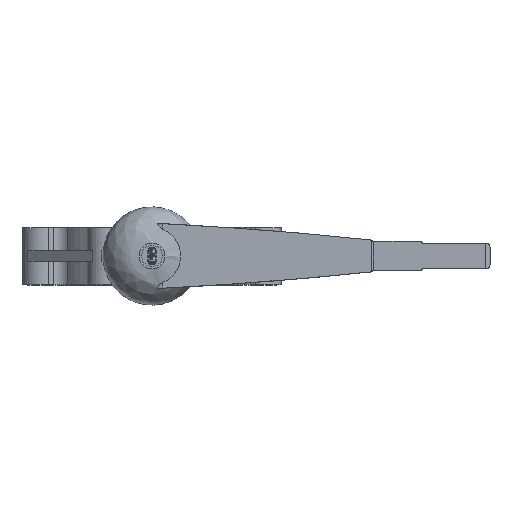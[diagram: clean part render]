
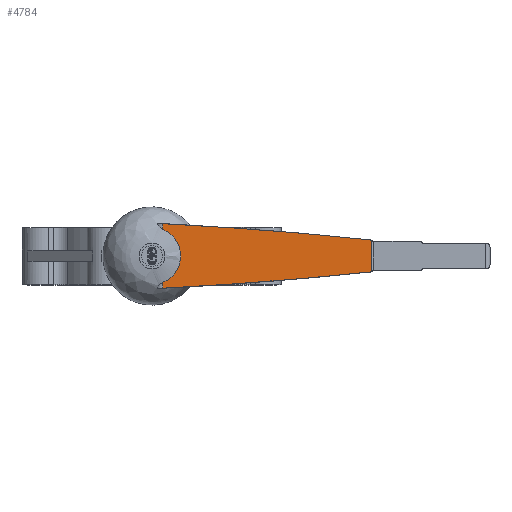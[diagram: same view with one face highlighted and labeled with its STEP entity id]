
A CAD part, top view. The second image highlights one B-rep face of the part: STEP entity #4784.
In plain terms, the highlighted planar face has unit normal (0, 0, 1).
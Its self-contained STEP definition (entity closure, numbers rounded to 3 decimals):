
#57=PLANE($,#5071);
#240=LINE($,#7265,#660);
#241=LINE($,#7271,#661);
#242=LINE($,#7273,#662);
#660=VECTOR($,#5643,7.16);
#661=VECTOR($,#5648,39.141);
#662=VECTOR($,#5651,7.16);
#1204=FACE_OUTER_BOUND($,#1465,.T.);
#1465=EDGE_LOOP($,(#3332,#3333,#3334,#3335,#3336,#3337,#3338,#3339,#3340));
#1802=CIRCLE($,#5059,35.615);
#1805=CIRCLE($,#5062,35.615);
#1808=CIRCLE($,#5069,4865.165);
#1810=CIRCLE($,#5072,4865.165);
#1811=CIRCLE($,#5073,5.);
#1812=CIRCLE($,#5074,5.);
#2079=VERTEX_POINT($,#7182);
#2080=VERTEX_POINT($,#7196);
#2083=VERTEX_POINT($,#7205);
#2088=VERTEX_POINT($,#7242);
#2089=VERTEX_POINT($,#7251);
#2092=VERTEX_POINT($,#7264);
#2093=VERTEX_POINT($,#7266);
#2094=VERTEX_POINT($,#7268);
#2095=VERTEX_POINT($,#7270);
#2573=EDGE_CURVE($,#2080,#2079,#1802,.T.);
#2577=EDGE_CURVE($,#2083,#2080,#1805,.T.);
#2585=EDGE_CURVE($,#2089,#2088,#1808,.T.);
#2589=EDGE_CURVE($,#2092,#2079,#240,.T.);
#2590=EDGE_CURVE($,#2092,#2093,#1810,.T.);
#2591=EDGE_CURVE($,#2093,#2094,#1811,.T.);
#2592=EDGE_CURVE($,#2095,#2094,#241,.T.);
#2593=EDGE_CURVE($,#2095,#2089,#1812,.T.);
#2594=EDGE_CURVE($,#2083,#2088,#242,.T.);
#3332=ORIENTED_EDGE($,*,*,#2577,.T.);
#3333=ORIENTED_EDGE($,*,*,#2573,.T.);
#3334=ORIENTED_EDGE($,*,*,#2589,.F.);
#3335=ORIENTED_EDGE($,*,*,#2590,.T.);
#3336=ORIENTED_EDGE($,*,*,#2591,.T.);
#3337=ORIENTED_EDGE($,*,*,#2592,.F.);
#3338=ORIENTED_EDGE($,*,*,#2593,.T.);
#3339=ORIENTED_EDGE($,*,*,#2585,.T.);
#3340=ORIENTED_EDGE($,*,*,#2594,.F.);
#4784=ADVANCED_FACE($,(#1204),#57,.T.);
#5059=AXIS2_PLACEMENT_3D($,#7197,#5614,#5615);
#5062=AXIS2_PLACEMENT_3D($,#7206,#5620,#5621);
#5069=AXIS2_PLACEMENT_3D($,#7252,#5636,#5637);
#5071=AXIS2_PLACEMENT_3D($,#7263,#5641,#5642);
#5072=AXIS2_PLACEMENT_3D($,#7267,#5644,#5645);
#5073=AXIS2_PLACEMENT_3D($,#7269,#5646,#5647);
#5074=AXIS2_PLACEMENT_3D($,#7272,#5649,#5650);
#5614=DIRECTION('center_axis',(0.,0.,-1.));
#5615=DIRECTION('ref_axis',(1.,0.,0.));
#5620=DIRECTION('center_axis',(0.,0.,-1.));
#5621=DIRECTION('ref_axis',(1.,0.,0.));
#5636=DIRECTION('center_axis',(0.,0.,1.));
#5637=DIRECTION('ref_axis',(1.,0.,0.));
#5641=DIRECTION('center_axis',(0.,0.,1.));
#5642=DIRECTION('ref_axis',(1.,0.,0.));
#5643=DIRECTION($,(0.,1.,0.));
#5644=DIRECTION('center_axis',(0.,0.,1.));
#5645=DIRECTION('ref_axis',(1.,0.,0.));
#5646=DIRECTION('center_axis',(0.,0.,1.));
#5647=DIRECTION('ref_axis',(1.,0.,0.));
#5648=DIRECTION($,(0.,-1.,0.));
#5649=DIRECTION('center_axis',(0.,0.,1.));
#5650=DIRECTION('ref_axis',(1.,0.,0.));
#5651=DIRECTION($,(0.,1.,0.));
#7182=CARTESIAN_POINT('',(13.484,-32.964,53.5));
#7196=CARTESIAN_POINT('',(35.615,0.,53.5));
#7197=CARTESIAN_POINT('Origin',(0.,0.,53.5));
#7205=CARTESIAN_POINT('',(13.484,32.964,53.5));
#7206=CARTESIAN_POINT('Origin',(0.,0.,53.5));
#7242=CARTESIAN_POINT('',(13.484,40.124,53.5));
#7251=CARTESIAN_POINT('',(270.884,19.976,53.5));
#7252=CARTESIAN_POINT('Origin',(-237.35,-4818.571,53.5));
#7263=CARTESIAN_POINT('Origin',(3.484,41.,53.5));
#7264=CARTESIAN_POINT('',(13.484,-40.124,53.5));
#7265=CARTESIAN_POINT($,(13.484,-40.124,53.5));
#7266=CARTESIAN_POINT('',(270.884,-19.976,53.5));
#7267=CARTESIAN_POINT('Origin',(-237.35,4818.571,53.5));
#7268=CARTESIAN_POINT('',(272.535,-19.57,53.5));
#7269=CARTESIAN_POINT('Origin',(270.535,-14.988,53.5));
#7270=CARTESIAN_POINT('',(272.535,19.57,53.5));
#7271=CARTESIAN_POINT($,(272.535,19.57,53.5));
#7272=CARTESIAN_POINT('Origin',(270.535,14.988,53.5));
#7273=CARTESIAN_POINT($,(13.484,32.964,53.5));
